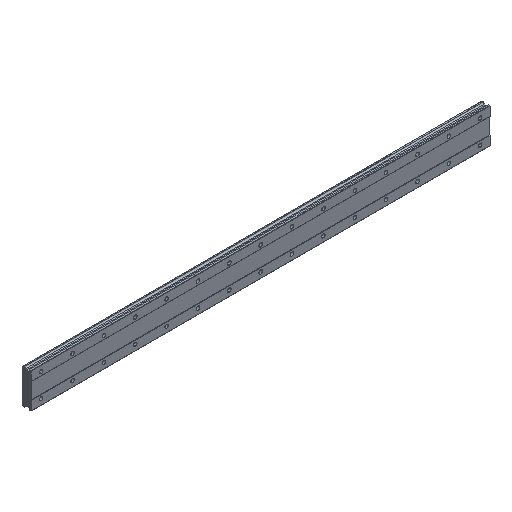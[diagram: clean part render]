
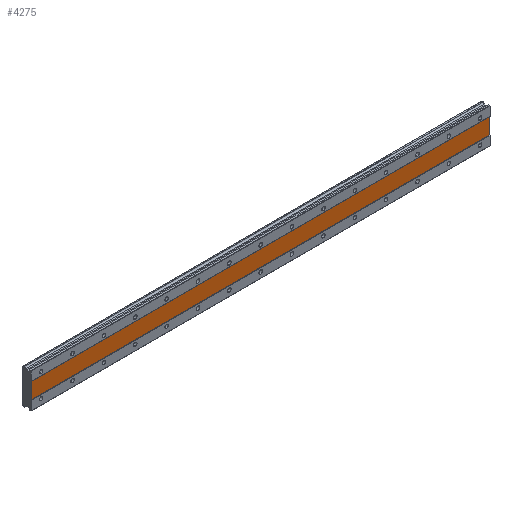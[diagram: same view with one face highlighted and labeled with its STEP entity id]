
A CAD part, isometric view. The second image highlights one B-rep face of the part: STEP entity #4275.
In plain terms, the highlighted planar face has unit normal (0, -1, 0).
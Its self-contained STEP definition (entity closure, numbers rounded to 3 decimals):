
#78 = DIRECTION ( 'NONE',  ( 0., 1., 0. ) ) ;
#87 = EDGE_CURVE ( 'NONE', #2446, #2326, #2331, .T. ) ;
#244 = CARTESIAN_POINT ( 'NONE',  ( 1145., 1., -20. ) ) ;
#249 = EDGE_CURVE ( 'NONE', #2326, #586, #2960, .T. ) ;
#278 = LINE ( 'NONE', #5446, #1035 ) ;
#564 = PLANE ( 'NONE',  #3908 ) ;
#586 = VERTEX_POINT ( 'NONE', #1127 ) ;
#650 = ORIENTED_EDGE ( 'NONE', *, *, #87, .F. ) ;
#687 = VECTOR ( 'NONE', #5537, 1000. ) ;
#745 = CARTESIAN_POINT ( 'NONE',  ( 1145., 1., -20. ) ) ;
#920 = EDGE_CURVE ( 'NONE', #1879, #2446, #3031, .T. ) ;
#1035 = VECTOR ( 'NONE', #4534, 1000. ) ;
#1127 = CARTESIAN_POINT ( 'NONE',  ( 1145., 1., 20. ) ) ;
#1177 = DIRECTION ( 'NONE',  ( -1., 0., 0. ) ) ;
#1879 = VERTEX_POINT ( 'NONE', #745 ) ;
#2326 = VERTEX_POINT ( 'NONE', #3889 ) ;
#2331 = LINE ( 'NONE', #2812, #687 ) ;
#2446 = VERTEX_POINT ( 'NONE', #2634 ) ;
#2634 = CARTESIAN_POINT ( 'NONE',  ( -25., 1., -20. ) ) ;
#2776 = FACE_OUTER_BOUND ( 'NONE', #5521, .T. ) ;
#2812 = CARTESIAN_POINT ( 'NONE',  ( -25., 1., 20. ) ) ;
#2960 = LINE ( 'NONE', #3470, #5109 ) ;
#3031 = LINE ( 'NONE', #244, #4543 ) ;
#3470 = CARTESIAN_POINT ( 'NONE',  ( 1145., 1., 20. ) ) ;
#3509 = ORIENTED_EDGE ( 'NONE', *, *, #920, .F. ) ;
#3889 = CARTESIAN_POINT ( 'NONE',  ( -25., 1., 20. ) ) ;
#3908 = AXIS2_PLACEMENT_3D ( 'NONE', #4094, #78, #4585 ) ;
#3929 = ORIENTED_EDGE ( 'NONE', *, *, #249, .F. ) ;
#4009 = ORIENTED_EDGE ( 'NONE', *, *, #4723, .F. ) ;
#4094 = CARTESIAN_POINT ( 'NONE',  ( 1145., 1., 20. ) ) ;
#4275 = ADVANCED_FACE ( 'NONE', ( #2776 ), #564, .F. ) ;
#4534 = DIRECTION ( 'NONE',  ( 0., 0., -1. ) ) ;
#4543 = VECTOR ( 'NONE', #1177, 1000. ) ;
#4585 = DIRECTION ( 'NONE',  ( 0., 0., 1. ) ) ;
#4723 = EDGE_CURVE ( 'NONE', #586, #1879, #278, .T. ) ;
#5109 = VECTOR ( 'NONE', #5279, 1000. ) ;
#5279 = DIRECTION ( 'NONE',  ( 1., 0., 0. ) ) ;
#5446 = CARTESIAN_POINT ( 'NONE',  ( 1145., 1., 20. ) ) ;
#5521 = EDGE_LOOP ( 'NONE', ( #3509, #4009, #3929, #650 ) ) ;
#5537 = DIRECTION ( 'NONE',  ( 0., 0., 1. ) ) ;
